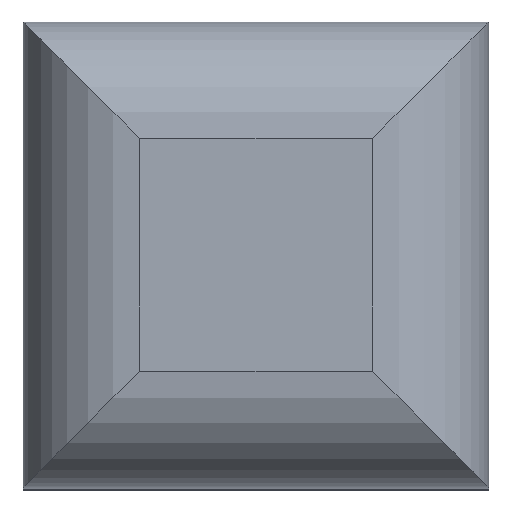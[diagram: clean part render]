
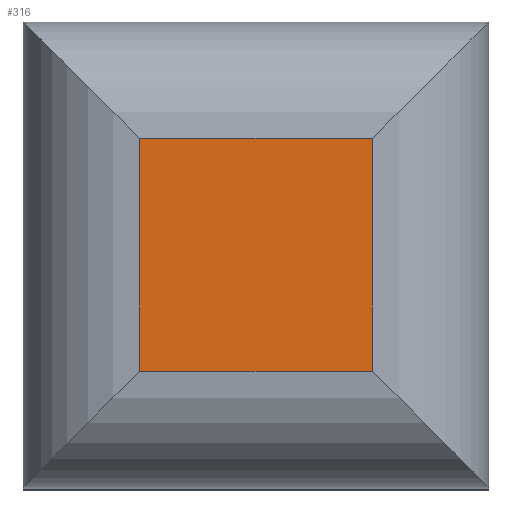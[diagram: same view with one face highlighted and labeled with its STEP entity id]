
A CAD part, top view. The second image highlights one B-rep face of the part: STEP entity #316.
In plain terms, the highlighted planar face has unit normal (0, 0, 1).
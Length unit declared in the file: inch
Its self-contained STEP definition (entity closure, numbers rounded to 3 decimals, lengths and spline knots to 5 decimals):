
#22=PLANE('',#343);
#38=FACE_OUTER_BOUND('',#59,.T.);
#59=EDGE_LOOP('',(#241,#242,#243,#244));
#85=LINE('',#464,#117);
#87=LINE('',#472,#119);
#89=LINE('',#478,#121);
#92=LINE('',#484,#124);
#117=VECTOR('',#368,0.375);
#119=VECTOR('',#376,0.375);
#121=VECTOR('',#382,0.375);
#124=VECTOR('',#389,0.375);
#149=VERTEX_POINT('',#462);
#150=VERTEX_POINT('',#463);
#153=VERTEX_POINT('',#471);
#155=VERTEX_POINT('',#477);
#175=EDGE_CURVE('',#149,#150,#85,.T.);
#179=EDGE_CURVE('',#150,#153,#87,.T.);
#182=EDGE_CURVE('',#153,#155,#89,.T.);
#186=EDGE_CURVE('',#155,#149,#92,.T.);
#241=ORIENTED_EDGE('',*,*,#175,.F.);
#242=ORIENTED_EDGE('',*,*,#186,.F.);
#243=ORIENTED_EDGE('',*,*,#182,.F.);
#244=ORIENTED_EDGE('',*,*,#179,.F.);
#316=ADVANCED_FACE('',(#38),#22,.T.);
#343=AXIS2_PLACEMENT_3D('',#495,#399,#400);
#368=DIRECTION('',(0.,1.,0.));
#376=DIRECTION('',(1.,0.,0.));
#382=DIRECTION('',(0.,-1.,0.));
#389=DIRECTION('',(-1.,0.,0.));
#399=DIRECTION('center_axis',(0.,0.,1.));
#400=DIRECTION('ref_axis',(1.,0.,0.));
#462=CARTESIAN_POINT('',(0.1875,0.1875,2.25));
#463=CARTESIAN_POINT('',(0.1875,0.5625,2.25));
#464=CARTESIAN_POINT('',(0.1875,0.5625,2.25));
#471=CARTESIAN_POINT('',(0.5625,0.5625,2.25));
#472=CARTESIAN_POINT('',(0.5625,0.5625,2.25));
#477=CARTESIAN_POINT('',(0.5625,0.1875,2.25));
#478=CARTESIAN_POINT('',(0.5625,0.1875,2.25));
#484=CARTESIAN_POINT('',(0.1875,0.1875,2.25));
#495=CARTESIAN_POINT('Origin',(0.375,0.375,2.25));
